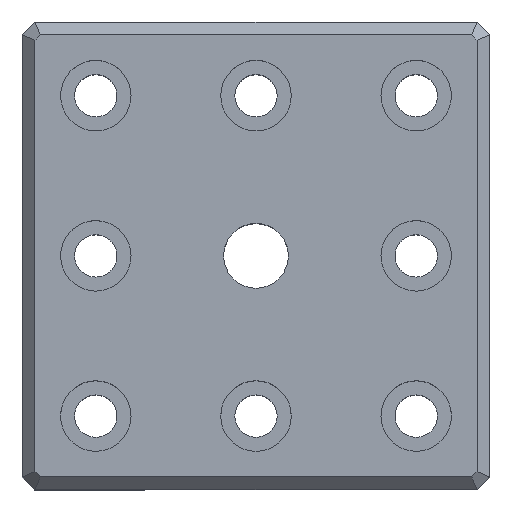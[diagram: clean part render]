
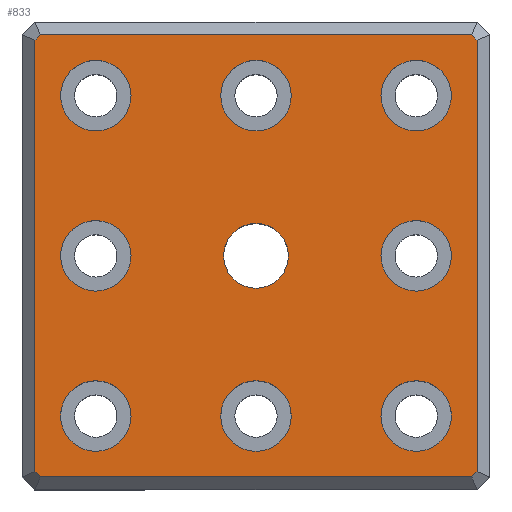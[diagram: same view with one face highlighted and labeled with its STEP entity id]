
A CAD part, top view. The second image highlights one B-rep face of the part: STEP entity #833.
In plain terms, the highlighted planar face has unit normal (0, 0, 1).
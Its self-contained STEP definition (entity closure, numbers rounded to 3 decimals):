
#101=CARTESIAN_POINT('',(5.5,-25.,25.0));
#102=VERTEX_POINT('',#101);
#103=CARTESIAN_POINT('',(0.,-25.,25.0));
#104=DIRECTION('',(0.0,0.0,-1.0));
#105=DIRECTION('',(1.0,0.0,0.0));
#106=AXIS2_PLACEMENT_3D('',#103,#104,#105);
#107=CIRCLE('',#106,5.5);
#108=EDGE_CURVE('',#102,#102,#107,.T.);
#169=CARTESIAN_POINT('',(5.5,25.,25.0));
#170=VERTEX_POINT('',#169);
#171=CARTESIAN_POINT('',(0.,25.,25.0));
#172=DIRECTION('',(0.0,0.0,-1.0));
#173=DIRECTION('',(1.0,0.0,0.0));
#174=AXIS2_PLACEMENT_3D('',#171,#172,#173);
#175=CIRCLE('',#174,5.5);
#176=EDGE_CURVE('',#170,#170,#175,.T.);
#237=CARTESIAN_POINT('',(30.5,0.,25.0));
#238=VERTEX_POINT('',#237);
#239=CARTESIAN_POINT('',(25.,0.,25.0));
#240=DIRECTION('',(0.0,0.0,-1.0));
#241=DIRECTION('',(1.0,0.0,0.0));
#242=AXIS2_PLACEMENT_3D('',#239,#240,#241);
#243=CIRCLE('',#242,5.5);
#244=EDGE_CURVE('',#238,#238,#243,.T.);
#305=CARTESIAN_POINT('',(30.5,25.,25.0));
#306=VERTEX_POINT('',#305);
#307=CARTESIAN_POINT('',(25.,25.,25.0));
#308=DIRECTION('',(0.0,0.0,-1.0));
#309=DIRECTION('',(1.0,0.0,0.0));
#310=AXIS2_PLACEMENT_3D('',#307,#308,#309);
#311=CIRCLE('',#310,5.5);
#312=EDGE_CURVE('',#306,#306,#311,.T.);
#373=CARTESIAN_POINT('',(30.5,-25.,25.0));
#374=VERTEX_POINT('',#373);
#375=CARTESIAN_POINT('',(25.,-25.,25.0));
#376=DIRECTION('',(0.0,0.0,-1.0));
#377=DIRECTION('',(1.0,0.0,0.0));
#378=AXIS2_PLACEMENT_3D('',#375,#376,#377);
#379=CIRCLE('',#378,5.5);
#380=EDGE_CURVE('',#374,#374,#379,.T.);
#413=CARTESIAN_POINT('',(-33.672,34.5,25.0));
#414=VERTEX_POINT('',#413);
#415=CARTESIAN_POINT('',(33.672,34.5,25.0));
#416=VERTEX_POINT('',#415);
#417=CARTESIAN_POINT('',(-33.672,34.5,25.0));
#418=DIRECTION('',(1.0,0.0,0.0));
#419=VECTOR('',#418,67.343);
#420=LINE('',#417,#419);
#421=EDGE_CURVE('',#414,#416,#420,.T.);
#453=CARTESIAN_POINT('',(-34.5,33.672,25.0));
#454=VERTEX_POINT('',#453);
#455=CARTESIAN_POINT('',(-34.5,33.672,25.0));
#456=DIRECTION('',(0.707,0.707,0.0));
#457=VECTOR('',#456,1.172);
#458=LINE('',#455,#457);
#459=EDGE_CURVE('',#454,#414,#458,.T.);
#484=CARTESIAN_POINT('',(-34.5,-33.672,25.0));
#485=VERTEX_POINT('',#484);
#486=CARTESIAN_POINT('',(-34.5,-33.672,25.0));
#487=DIRECTION('',(0.0,1.0,0.0));
#488=VECTOR('',#487,67.343);
#489=LINE('',#486,#488);
#490=EDGE_CURVE('',#485,#454,#489,.T.);
#515=CARTESIAN_POINT('',(33.672,-34.5,25.0));
#516=VERTEX_POINT('',#515);
#517=CARTESIAN_POINT('',(-33.672,-34.5,25.0));
#518=VERTEX_POINT('',#517);
#519=CARTESIAN_POINT('',(33.672,-34.5,25.0));
#520=DIRECTION('',(-1.0,0.0,0.0));
#521=VECTOR('',#520,67.343);
#522=LINE('',#519,#521);
#523=EDGE_CURVE('',#516,#518,#522,.T.);
#555=CARTESIAN_POINT('',(34.5,-33.672,25.0));
#556=VERTEX_POINT('',#555);
#557=CARTESIAN_POINT('',(34.5,-33.672,25.0));
#558=DIRECTION('',(-0.707,-0.707,0.0));
#559=VECTOR('',#558,1.172);
#560=LINE('',#557,#559);
#561=EDGE_CURVE('',#556,#516,#560,.T.);
#586=CARTESIAN_POINT('',(-33.672,-34.5,25.0));
#587=DIRECTION('',(-0.707,0.707,0.0));
#588=VECTOR('',#587,1.172);
#589=LINE('',#586,#588);
#590=EDGE_CURVE('',#518,#485,#589,.T.);
#608=CARTESIAN_POINT('',(34.5,33.672,25.0));
#609=VERTEX_POINT('',#608);
#610=CARTESIAN_POINT('',(34.5,33.672,25.0));
#611=DIRECTION('',(0.0,-1.0,0.0));
#612=VECTOR('',#611,67.343);
#613=LINE('',#610,#612);
#614=EDGE_CURVE('',#609,#556,#613,.T.);
#639=CARTESIAN_POINT('',(33.672,34.5,25.0));
#640=DIRECTION('',(0.707,-0.707,0.0));
#641=VECTOR('',#640,1.172);
#642=LINE('',#639,#641);
#643=EDGE_CURVE('',#416,#609,#642,.T.);
#759=CARTESIAN_POINT('',(0.,0.,25.0));
#760=DIRECTION('',(0.0,0.0,1.0));
#761=DIRECTION('',(1.0,0.0,0.0));
#762=AXIS2_PLACEMENT_3D('',#759,#760,#761);
#763=PLANE('',#762);
#764=ORIENTED_EDGE('',*,*,#523,.F.);
#765=ORIENTED_EDGE('',*,*,#561,.F.);
#766=ORIENTED_EDGE('',*,*,#614,.F.);
#767=ORIENTED_EDGE('',*,*,#643,.F.);
#768=ORIENTED_EDGE('',*,*,#421,.F.);
#769=ORIENTED_EDGE('',*,*,#459,.F.);
#770=ORIENTED_EDGE('',*,*,#490,.F.);
#771=ORIENTED_EDGE('',*,*,#590,.F.);
#772=EDGE_LOOP('',(#764,#765,#766,#767,#768,#769,#770,#771));
#773=FACE_OUTER_BOUND('',#772,.T.);
#774=ORIENTED_EDGE('',*,*,#108,.T.);
#775=EDGE_LOOP('',(#774));
#776=FACE_BOUND('',#775,.T.);
#777=ORIENTED_EDGE('',*,*,#176,.T.);
#778=EDGE_LOOP('',(#777));
#779=FACE_BOUND('',#778,.T.);
#780=ORIENTED_EDGE('',*,*,#244,.T.);
#781=EDGE_LOOP('',(#780));
#782=FACE_BOUND('',#781,.T.);
#783=ORIENTED_EDGE('',*,*,#312,.T.);
#784=EDGE_LOOP('',(#783));
#785=FACE_BOUND('',#784,.T.);
#786=ORIENTED_EDGE('',*,*,#380,.T.);
#787=EDGE_LOOP('',(#786));
#788=FACE_BOUND('',#787,.T.);
#789=CARTESIAN_POINT('',(-19.5,-25.,25.0));
#790=VERTEX_POINT('',#789);
#791=CARTESIAN_POINT('',(-25.,-25.,25.0));
#792=DIRECTION('',(0.0,0.0,-1.0));
#793=DIRECTION('',(1.0,0.0,0.0));
#794=AXIS2_PLACEMENT_3D('',#791,#792,#793);
#795=CIRCLE('',#794,5.5);
#796=EDGE_CURVE('',#790,#790,#795,.T.);
#797=ORIENTED_EDGE('',*,*,#796,.T.);
#798=EDGE_LOOP('',(#797));
#799=FACE_BOUND('',#798,.T.);
#800=CARTESIAN_POINT('',(-19.5,25.,25.0));
#801=VERTEX_POINT('',#800);
#802=CARTESIAN_POINT('',(-25.,25.,25.0));
#803=DIRECTION('',(0.0,0.0,-1.0));
#804=DIRECTION('',(1.0,0.0,0.0));
#805=AXIS2_PLACEMENT_3D('',#802,#803,#804);
#806=CIRCLE('',#805,5.5);
#807=EDGE_CURVE('',#801,#801,#806,.T.);
#808=ORIENTED_EDGE('',*,*,#807,.T.);
#809=EDGE_LOOP('',(#808));
#810=FACE_BOUND('',#809,.T.);
#811=CARTESIAN_POINT('',(-19.5,0.,25.0));
#812=VERTEX_POINT('',#811);
#813=CARTESIAN_POINT('',(-25.,0.,25.0));
#814=DIRECTION('',(0.0,0.0,-1.0));
#815=DIRECTION('',(1.0,0.0,0.0));
#816=AXIS2_PLACEMENT_3D('',#813,#814,#815);
#817=CIRCLE('',#816,5.5);
#818=EDGE_CURVE('',#812,#812,#817,.T.);
#819=ORIENTED_EDGE('',*,*,#818,.T.);
#820=EDGE_LOOP('',(#819));
#821=FACE_BOUND('',#820,.T.);
#822=CARTESIAN_POINT('',(5.053,0.,25.0));
#823=VERTEX_POINT('',#822);
#824=CARTESIAN_POINT('',(0.,0.,25.0));
#825=DIRECTION('',(0.0,0.0,-1.0));
#826=DIRECTION('',(1.0,0.0,0.0));
#827=AXIS2_PLACEMENT_3D('',#824,#825,#826);
#828=CIRCLE('',#827,5.053);
#829=EDGE_CURVE('',#823,#823,#828,.T.);
#830=ORIENTED_EDGE('',*,*,#829,.T.);
#831=EDGE_LOOP('',(#830));
#832=FACE_BOUND('',#831,.T.);
#833=ADVANCED_FACE('',(#773,#776,#779,#782,#785,#788,#799,#810,#821,#832),#763,.T.);
